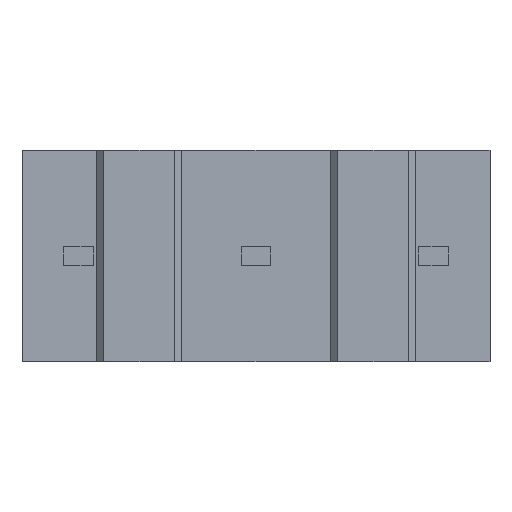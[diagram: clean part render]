
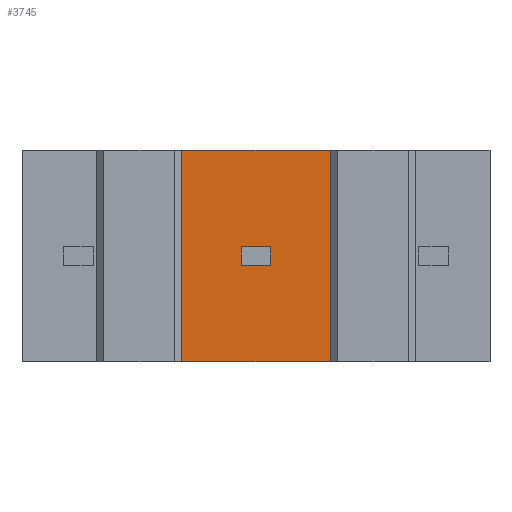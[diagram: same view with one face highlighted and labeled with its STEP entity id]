
A CAD part, front view. The second image highlights one B-rep face of the part: STEP entity #3745.
In plain terms, the highlighted planar face has unit normal (0, -1, 0).
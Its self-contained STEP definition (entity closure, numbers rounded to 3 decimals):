
#178=FACE_BOUND('',#469,.T.);
#258=FACE_OUTER_BOUND('',#468,.T.);
#468=EDGE_LOOP('',(#2651,#2652,#2653,#2654));
#469=EDGE_LOOP('',(#2655,#2656,#2657,#2658));
#662=LINE('',#4896,#1095);
#666=LINE('',#4904,#1099);
#669=LINE('',#4910,#1102);
#672=LINE('',#4915,#1105);
#705=LINE('',#4984,#1138);
#722=LINE('',#5020,#1155);
#771=LINE('',#5124,#1204);
#772=LINE('',#5126,#1205);
#1095=VECTOR('',#4118,10.);
#1099=VECTOR('',#4124,10.);
#1102=VECTOR('',#4129,10.);
#1105=VECTOR('',#4134,10.);
#1138=VECTOR('',#4185,10.);
#1155=VECTOR('',#4208,10.);
#1204=VECTOR('',#4309,10.);
#1205=VECTOR('',#4312,10.);
#1524=VERTEX_POINT('',#4894);
#1525=VERTEX_POINT('',#4895);
#1528=VERTEX_POINT('',#4903);
#1530=VERTEX_POINT('',#4909);
#1557=VERTEX_POINT('',#4981);
#1558=VERTEX_POINT('',#4983);
#1573=VERTEX_POINT('',#5017);
#1574=VERTEX_POINT('',#5019);
#1894=EDGE_CURVE('',#1524,#1525,#662,.T.);
#1898=EDGE_CURVE('',#1525,#1528,#666,.T.);
#1901=EDGE_CURVE('',#1528,#1530,#669,.T.);
#1904=EDGE_CURVE('',#1530,#1524,#672,.T.);
#1937=EDGE_CURVE('',#1557,#1558,#705,.T.);
#1956=EDGE_CURVE('',#1573,#1574,#722,.T.);
#2007=EDGE_CURVE('',#1557,#1574,#771,.T.);
#2008=EDGE_CURVE('',#1558,#1573,#772,.T.);
#2651=ORIENTED_EDGE('',*,*,#2007,.T.);
#2652=ORIENTED_EDGE('',*,*,#1956,.F.);
#2653=ORIENTED_EDGE('',*,*,#2008,.F.);
#2654=ORIENTED_EDGE('',*,*,#1937,.F.);
#2655=ORIENTED_EDGE('',*,*,#1894,.T.);
#2656=ORIENTED_EDGE('',*,*,#1898,.T.);
#2657=ORIENTED_EDGE('',*,*,#1901,.T.);
#2658=ORIENTED_EDGE('',*,*,#1904,.T.);
#3570=PLANE('',#3969);
#3745=ADVANCED_FACE('',(#258,#178),#3570,.T.);
#3969=AXIS2_PLACEMENT_3D('',#5125,#4310,#4311);
#4118=DIRECTION('',(0.,0.,1.));
#4124=DIRECTION('',(1.,0.,0.));
#4129=DIRECTION('',(0.,0.,-1.));
#4134=DIRECTION('',(-1.,0.,0.));
#4185=DIRECTION('',(-1.,0.,0.));
#4208=DIRECTION('',(1.,0.,0.));
#4309=DIRECTION('',(0.,0.,1.));
#4310=DIRECTION('center_axis',(0.,-1.,0.));
#4311=DIRECTION('ref_axis',(1.,0.,0.));
#4312=DIRECTION('',(0.,0.,1.));
#4894=CARTESIAN_POINT('',(-0.4,0.2,-0.25));
#4895=CARTESIAN_POINT('',(-0.4,0.2,0.25));
#4896=CARTESIAN_POINT('',(-0.4,0.2,0.125));
#4903=CARTESIAN_POINT('',(0.4,0.2,0.25));
#4904=CARTESIAN_POINT('',(-0.8,0.2,0.25));
#4909=CARTESIAN_POINT('',(0.4,0.2,-0.25));
#4910=CARTESIAN_POINT('',(0.4,0.2,-0.125));
#4915=CARTESIAN_POINT('',(-1.2,0.2,-0.25));
#4981=CARTESIAN_POINT('',(2.,0.2,-2.85));
#4983=CARTESIAN_POINT('',(-2.,0.2,-2.85));
#4984=CARTESIAN_POINT('',(-6.3,0.2,-2.85));
#5017=CARTESIAN_POINT('',(-2.,0.2,2.85));
#5019=CARTESIAN_POINT('',(2.,0.2,2.85));
#5020=CARTESIAN_POINT('',(-6.3,0.2,2.85));
#5124=CARTESIAN_POINT('',(2.,0.2,0.));
#5125=CARTESIAN_POINT('Origin',(-2.,0.2,0.));
#5126=CARTESIAN_POINT('',(-2.,0.2,0.));
